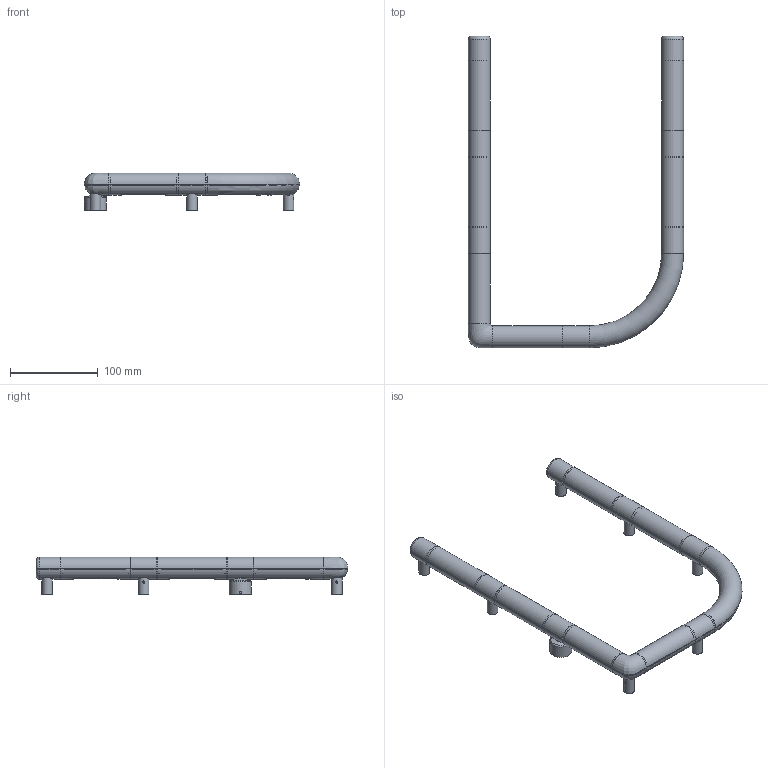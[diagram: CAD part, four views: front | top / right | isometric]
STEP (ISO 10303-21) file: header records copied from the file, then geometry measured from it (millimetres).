
FILE_DESCRIPTION(/* description */ (''),/* implementation_level */ '2;1');
FILE_NAME(/* name */ '1215V00_--A.O.L. L.M. LETTERA V.stp',/* time_stamp */ '2023-07-26T16:17:10+02:00',/* author */ (''),/* organization */ (''),/* preprocessor_version */ 'ST-DEVELOPER v19.3',/* originating_system */ 'SIEMENS PLM Software NX2212.5000',/* authorisation */ '');
FILE_SCHEMA (('AUTOMOTIVE_DESIGN { 1 0 10303 214 3 1 1 1 }'));
Length unit declared in the file: millimetre
Products named in the file (1): -_objects
Bounding box: 244.85 x 354.73 x 43 mm (x, y, z)
Volume: 197362.6 mm3; surface area: 175471.5 mm2
Topology: 46 solids, 46 shells, 2633 faces, 6925 edges, 4498 vertices
Faces by surface type: plane 1049, cylinder 597, cone 446, bspline 300, torus 241
Full cylindrical faces by diameter (mm): 1.5 x28, 2 x1, 2.05 x9, 2.125 x14, 2.7 x14, 3.2 x7, 4 x1, 4.1 x7, 5.3 x7, 6.8 x7, 7.6 x7, 8.4 x1, 9 x7, 10 x1, 12 x9, 17.6 x1, 19.4 x1, 21.6 x2, 22 x1, 25 x1
Entity records: 101699 total; most frequent: CARTESIAN_POINT 37398, DIRECTION 13606, ORIENTED_EDGE 13138, EDGE_CURVE 6569, AXIS2_PLACEMENT_3D 5237, VERTEX_POINT 4384, LINE 3132, VECTOR 3132
